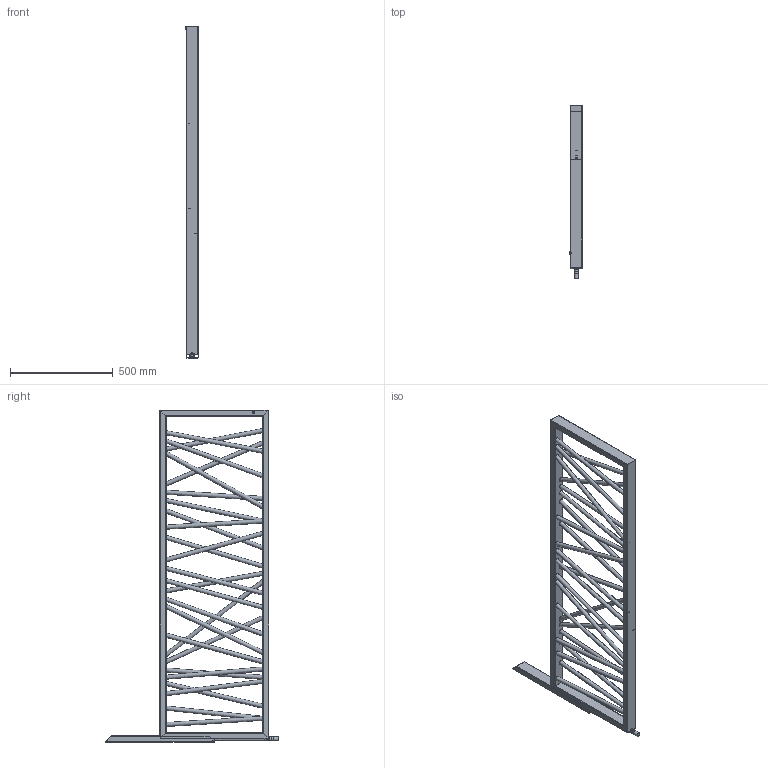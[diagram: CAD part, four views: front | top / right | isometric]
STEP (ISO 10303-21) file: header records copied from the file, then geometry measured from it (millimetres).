
FILE_DESCRIPTION( ( 'Unknown' ), '1' );
FILE_NAME( 'SPIDER.stp', 'Unknown', ( 'Unknown' ), ( 'Unknown' ), 'PSStep 10.1', 'Unknown', ' ' );
FILE_SCHEMA( ( 'AUTOMOTIVE_DESIGN { 1 0 10303 214 1 1 1 1 }' ) );
Length unit declared in the file: millimetre
Products named in the file (32): Assem1; kolektroy pionowe 60x30  kpl; L510 fi20 ; L510 fi20 -oa0; L510 fi20 -oa1; L510 fi20 -oa2; L510 fi20 -oa3; L510 fi20 -oa4; L512 fi20 ; L516 fi20 ; L516 fi20 -oa5; L516 fi20 -oa6; L518 fi20 ; L520 fi20 ; L525 fi20 ; L525 fi20 -oa7; L525 fi20 -oa8; L528 fi20 ; L528 fi20 -oa9; L537 fi20 ; L537 fi20 -oa10; L540 fi20 ; L547 fi20 ; L553 fi20 ; L557 fi20 ; L573 fi20 ; L622 fi20 ; mufa prz³aczeniowa; ODPOWIETRZNIK; kanal poziomy dolny; kanal poziomy gorny
Bounding box: 62.8 x 842.5 x 1615 mm (x, y, z)
Volume: 4251310.6 mm3; surface area: 5901440 mm2
Topology: 63 solids, 65 shells, 510 faces, 1099 edges, 732 vertices
Faces by surface type: cylinder 273, plane 220, cone 15, torus 2
Full cylindrical faces by diameter (mm): 4.134 x2, 10 x4, 10.3 x2, 12 x2, 18 x50, 18.974 x3, 20 x54, 20.5 x96, 25 x3, 25.3 x4
Entity records: 9066 total; most frequent: DIRECTION 1241, CARTESIAN_POINT 1114, ORIENTED_EDGE 820, AXIS2_PLACEMENT_3D 554, EDGE_LOOP 539, EDGE_CURVE 410, FACE_OUTER_BOUND 359, VERTEX_POINT 347
